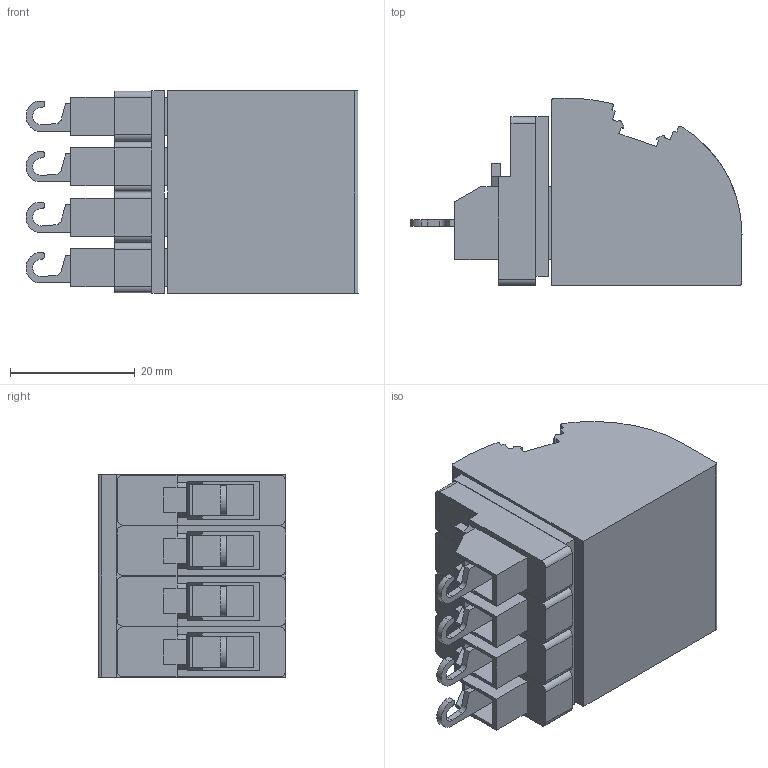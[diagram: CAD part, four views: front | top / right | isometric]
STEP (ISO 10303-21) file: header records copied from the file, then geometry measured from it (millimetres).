
FILE_DESCRIPTION(('SolidDesigner STEP Export'),'2;1');
FILE_NAME('3059715_PWO_4_POT_SL-select.stp','2014-05-09T10:17:17',(''),(''),'Creo Elements/Direct Modeling STEP processor for AP214 (Solid Model)','Creo Elements/Direct Modeling 18.1 06-May-2012 (C) Parametric Technology GmbH','');
FILE_SCHEMA(('AUTOMOTIVE_DESIGN { 1 0 10303 214 1 1 1 1 }'));
Length unit declared in the file: millimetre
Products named in the file (2): 3059715_PWO_4_POT_SL-select
Assembly tree (1 placements, depth 2):
  3059715_PWO_4_POT_SL-select
    3059715_PWO_4_POT_SL-select
Bounding box: 53.17 x 30 x 32.4 mm (x, y, z)
Volume: 31003.4 mm3; surface area: 11073.1 mm2
Topology: 1 solids, 1 shells, 286 faces, 797 edges, 527 vertices
Faces by surface type: plane 223, cylinder 55, cone 8
Entity records: 14371 total; most frequent: CARTESIAN_POINT 4683, ORIENTED_EDGE 1594, DIRECTION 1445, EDGE_CURVE 797, VECTOR 619, LINE 619, VERTEX_POINT 527, AXIS2_PLACEMENT_3D 413
